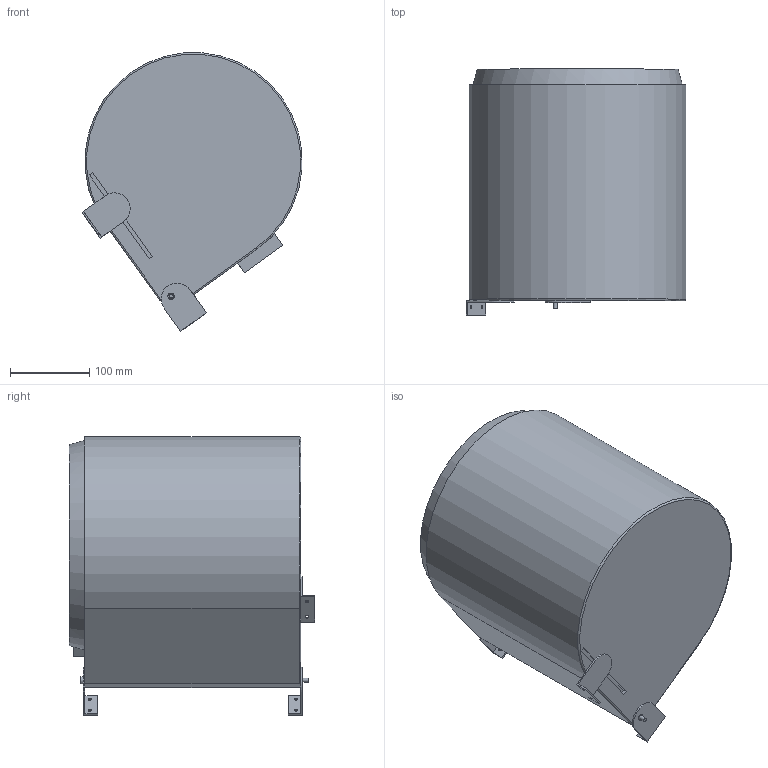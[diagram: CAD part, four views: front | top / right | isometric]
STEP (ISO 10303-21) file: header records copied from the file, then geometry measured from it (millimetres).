
FILE_DESCRIPTION(/* description */ (''),/* implementation_level */ '2;1');
FILE_NAME(/* name */ 'PB-91024160V CIRCA.stp',/* time_stamp */ '2023-05-30T11:05:47+02:00',/* author */ ('BartlomiejH'),/* organization */ (''),/* preprocessor_version */ 'ST-DEVELOPER v19.2',/* originating_system */ 'Autodesk Inventor 2023',/* authorisation */ '');
FILE_SCHEMA (('AUTOMOTIVE_DESIGN { 1 0 10303 214 3 1 1 }'));
Length unit declared in the file: millimetre
Products named in the file (8): PB-91024160V; Kosz wewnetrzny; Obudowa kosza; Pokrywa; Uchwyt_1; Uchwyt_1_1; Uchwyt_1_2; Trzpien
Assembly tree (7 placements, depth 2):
  PB-91024160V
    Kosz wewnetrzny
    Obudowa kosza
    Pokrywa
    Uchwyt_1
    Uchwyt_1_1
    Uchwyt_1_2
    Trzpien
Bounding box: 278.21 x 311 x 352.27 mm (x, y, z)
Volume: 1766787.4 mm3; surface area: 1230053.9 mm2
Topology: 8 solids, 8 shells, 98 faces, 210 edges, 140 vertices
Faces by surface type: plane 63, cylinder 28, cone 4, torus 3
Full cylindrical faces by diameter (mm): 4 x6, 5 x3, 7 x1, 8 x2, 9 x1, 35 x1, 220 x1, 235 x2, 239 x1, 250 x1
Entity records: 3003 total; most frequent: DIRECTION 509, CARTESIAN_POINT 471, ORIENTED_EDGE 420, EDGE_CURVE 210, AXIS2_PLACEMENT_3D 190, VERTEX_POINT 140, EDGE_LOOP 130, LINE 129
